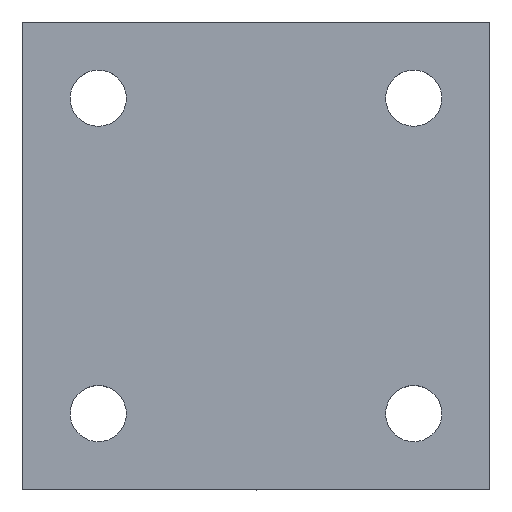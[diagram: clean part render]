
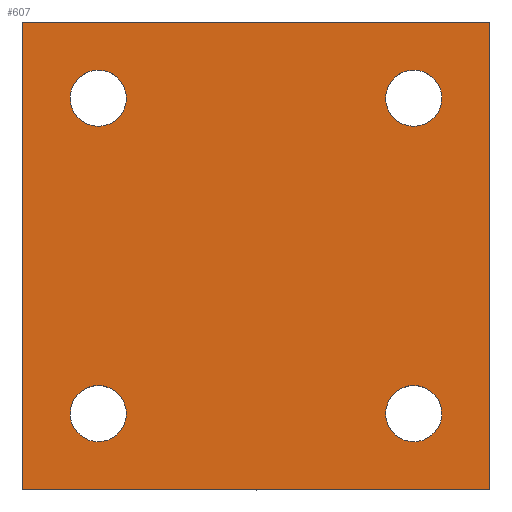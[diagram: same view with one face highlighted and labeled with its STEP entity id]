
A CAD part, top view. The second image highlights one B-rep face of the part: STEP entity #607.
In plain terms, the highlighted planar face has unit normal (0, 0, 1).
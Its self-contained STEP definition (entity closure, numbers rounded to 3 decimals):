
#26=FACE_BOUND('',#187,.T.);
#27=FACE_BOUND('',#188,.T.);
#28=FACE_BOUND('',#189,.T.);
#29=FACE_BOUND('',#190,.T.);
#56=LINE('',#1374,#87);
#58=LINE('',#1378,#89);
#60=LINE('',#1382,#91);
#62=LINE('',#1385,#93);
#87=VECTOR('',#818,10.);
#89=VECTOR('',#822,10.);
#91=VECTOR('',#826,10.);
#93=VECTOR('',#830,10.);
#141=FACE_OUTER_BOUND('',#186,.T.);
#186=EDGE_LOOP('',(#532,#533,#534,#535));
#187=EDGE_LOOP('',(#536));
#188=EDGE_LOOP('',(#537));
#189=EDGE_LOOP('',(#538));
#190=EDGE_LOOP('',(#539));
#219=CIRCLE('',#660,1.8);
#220=CIRCLE('',#662,1.8);
#221=CIRCLE('',#664,1.8);
#222=CIRCLE('',#666,1.8);
#291=VERTEX_POINT('',#1327);
#292=VERTEX_POINT('',#1331);
#293=VERTEX_POINT('',#1335);
#294=VERTEX_POINT('',#1339);
#303=VERTEX_POINT('',#1371);
#304=VERTEX_POINT('',#1373);
#305=VERTEX_POINT('',#1377);
#306=VERTEX_POINT('',#1381);
#358=EDGE_CURVE('',#291,#291,#219,.T.);
#360=EDGE_CURVE('',#292,#292,#220,.T.);
#362=EDGE_CURVE('',#293,#293,#221,.T.);
#364=EDGE_CURVE('',#294,#294,#222,.T.);
#380=EDGE_CURVE('',#304,#303,#56,.T.);
#382=EDGE_CURVE('',#305,#304,#58,.T.);
#384=EDGE_CURVE('',#306,#305,#60,.T.);
#386=EDGE_CURVE('',#303,#306,#62,.T.);
#532=ORIENTED_EDGE('',*,*,#386,.T.);
#533=ORIENTED_EDGE('',*,*,#384,.T.);
#534=ORIENTED_EDGE('',*,*,#382,.T.);
#535=ORIENTED_EDGE('',*,*,#380,.T.);
#536=ORIENTED_EDGE('',*,*,#358,.T.);
#537=ORIENTED_EDGE('',*,*,#360,.T.);
#538=ORIENTED_EDGE('',*,*,#362,.T.);
#539=ORIENTED_EDGE('',*,*,#364,.T.);
#575=PLANE('',#682);
#607=ADVANCED_FACE('',(#141,#26,#27,#28,#29),#575,.T.);
#660=AXIS2_PLACEMENT_3D('',#1328,#766,#767);
#662=AXIS2_PLACEMENT_3D('',#1332,#771,#772);
#664=AXIS2_PLACEMENT_3D('',#1336,#776,#777);
#666=AXIS2_PLACEMENT_3D('',#1340,#781,#782);
#682=AXIS2_PLACEMENT_3D('',#1386,#831,#832);
#766=DIRECTION('center_axis',(0.,0.,-1.));
#767=DIRECTION('ref_axis',(-1.,0.,0.));
#771=DIRECTION('center_axis',(0.,0.,-1.));
#772=DIRECTION('ref_axis',(-1.,0.,0.));
#776=DIRECTION('center_axis',(0.,0.,-1.));
#777=DIRECTION('ref_axis',(-1.,0.,0.));
#781=DIRECTION('center_axis',(0.,0.,-1.));
#782=DIRECTION('ref_axis',(-1.,0.,0.));
#818=DIRECTION('',(0.,1.,0.));
#822=DIRECTION('',(1.,0.,0.));
#826=DIRECTION('',(0.,-1.,0.));
#830=DIRECTION('',(-1.,0.,0.));
#831=DIRECTION('center_axis',(0.,0.,1.));
#832=DIRECTION('ref_axis',(1.,0.,0.));
#1327=CARTESIAN_POINT('',(-8.312,10.112,105.));
#1328=CARTESIAN_POINT('Origin',(-10.112,10.112,105.));
#1331=CARTESIAN_POINT('',(-8.312,-10.112,105.));
#1332=CARTESIAN_POINT('Origin',(-10.112,-10.112,105.));
#1335=CARTESIAN_POINT('',(11.912,10.112,105.));
#1336=CARTESIAN_POINT('Origin',(10.112,10.112,105.));
#1339=CARTESIAN_POINT('',(11.912,-10.112,105.));
#1340=CARTESIAN_POINT('Origin',(10.112,-10.112,105.));
#1371=CARTESIAN_POINT('',(15.,15.,105.));
#1373=CARTESIAN_POINT('',(15.,-15.,105.));
#1374=CARTESIAN_POINT('',(15.,15.,105.));
#1377=CARTESIAN_POINT('',(-15.,-15.,105.));
#1378=CARTESIAN_POINT('',(15.,-15.,105.));
#1381=CARTESIAN_POINT('',(-15.,15.,105.));
#1382=CARTESIAN_POINT('',(-15.,-15.,105.));
#1385=CARTESIAN_POINT('',(-15.,15.,105.));
#1386=CARTESIAN_POINT('Origin',(0.,0.,105.));
